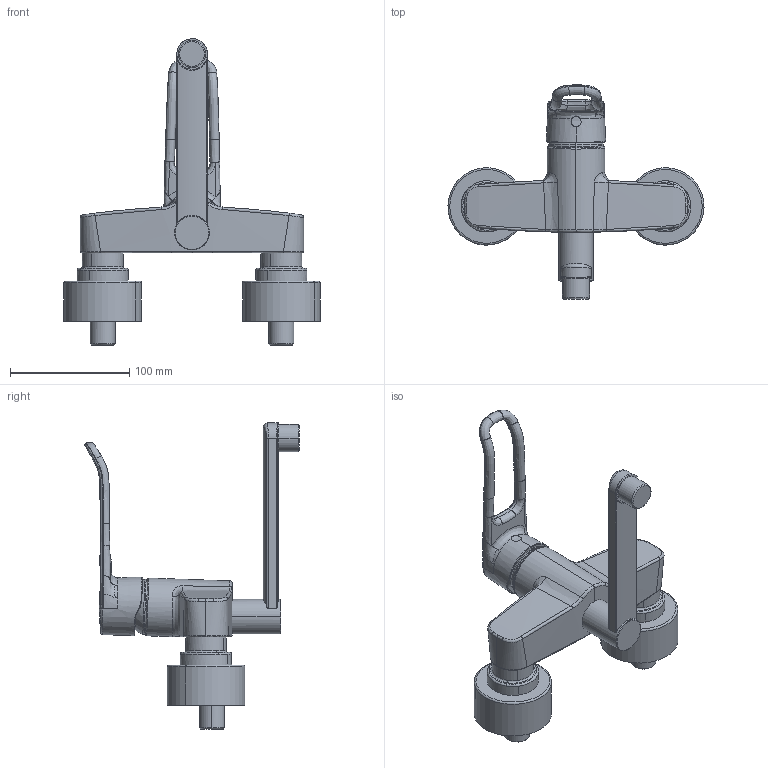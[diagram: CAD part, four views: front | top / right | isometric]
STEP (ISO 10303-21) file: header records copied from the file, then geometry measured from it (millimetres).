
FILE_DESCRIPTION (( 'STEP AP203' ), '1' );
FILE_NAME ('01516286(2022).STEP', '2022-03-18T09:18:40', ( '' ), ( '' ), 'SwSTEP 2.0', 'SolidWorks 2016', '' );
FILE_SCHEMA (( 'CONFIG_CONTROL_DESIGN' ));
Length unit declared in the file: millimetre
Products named in the file (1): 01516286(2022)
Bounding box: 214.97 x 180.02 x 257.18 mm (x, y, z)
Volume: 751392.8 mm3; surface area: 109579.4 mm2
Topology: 1 solids, 1 shells, 232 faces, 559 edges, 345 vertices
Faces by surface type: bspline 131, cylinder 45, plane 36, cone 12, torus 6, sphere 2
Entity records: 23120 total; most frequent: CARTESIAN_POINT 18614, ORIENTED_EDGE 1118, DIRECTION 622, EDGE_CURVE 559, VERTEX_POINT 345, B_SPLINE_CURVE_WITH_KNOTS 282, AXIS2_PLACEMENT_3D 266, EDGE_LOOP 250
